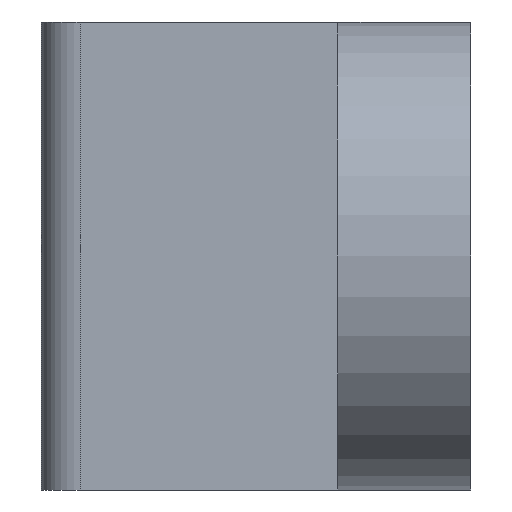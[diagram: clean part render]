
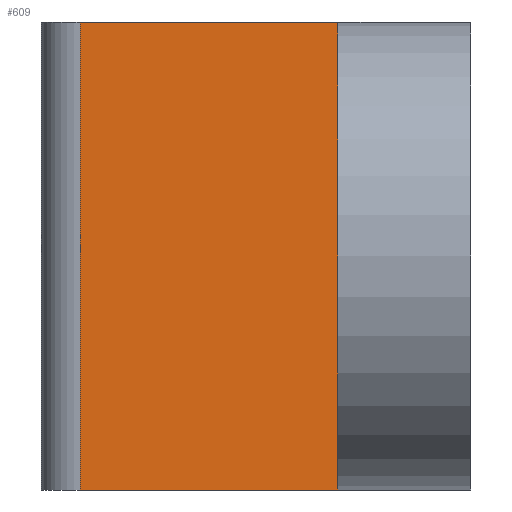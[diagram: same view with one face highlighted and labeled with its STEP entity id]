
A CAD part, left-side view. The second image highlights one B-rep face of the part: STEP entity #609.
In plain terms, the highlighted planar face has unit normal (-1, 0, 0).
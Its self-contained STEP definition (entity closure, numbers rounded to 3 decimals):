
#15=DIRECTION('',(0.,-1.,0.));
#16=VECTOR('',#15,3.3);
#17=CARTESIAN_POINT('',(-7.5,3.3,0.));
#18=LINE('',#17,#16);
#154=DIRECTION('',(0.,-1.,0.));
#155=VECTOR('',#154,3.3);
#156=CARTESIAN_POINT('',(-7.5,3.3,6.));
#157=LINE('',#156,#155);
#217=DIRECTION('',(0.,0.,1.));
#218=VECTOR('',#217,6.);
#219=CARTESIAN_POINT('',(-7.5,0.,0.));
#220=LINE('',#219,#218);
#221=DIRECTION('',(0.,0.,-1.));
#222=VECTOR('',#221,6.);
#223=CARTESIAN_POINT('',(-7.5,3.3,6.));
#224=LINE('',#223,#222);
#253=CARTESIAN_POINT('',(-7.5,0.,0.));
#254=CARTESIAN_POINT('',(-7.5,0.,6.));
#255=VERTEX_POINT('',#253);
#256=VERTEX_POINT('',#254);
#297=CARTESIAN_POINT('',(-7.5,3.3,0.));
#299=VERTEX_POINT('',#297);
#303=CARTESIAN_POINT('',(-7.5,3.3,6.));
#304=VERTEX_POINT('',#303);
#597=CARTESIAN_POINT('',(-7.5,3.8,0.));
#598=DIRECTION('',(-1.,0.,0.));
#599=DIRECTION('',(0.,-1.,0.));
#600=AXIS2_PLACEMENT_3D('',#597,#598,#599);
#601=PLANE('',#600);
#603=ORIENTED_EDGE('',*,*,#602,.F.);
#604=ORIENTED_EDGE('',*,*,#472,.T.);
#605=ORIENTED_EDGE('',*,*,#575,.F.);
#606=ORIENTED_EDGE('',*,*,#316,.F.);
#607=EDGE_LOOP('',(#603,#604,#605,#606));
#608=FACE_OUTER_BOUND('',#607,.F.);
#609=ADVANCED_FACE('',(#608),#601,.T.);
#316=EDGE_CURVE('',#299,#255,#18,.T.);
#472=EDGE_CURVE('',#304,#256,#157,.T.);
#575=EDGE_CURVE('',#255,#256,#220,.T.);
#602=EDGE_CURVE('',#304,#299,#224,.T.);
